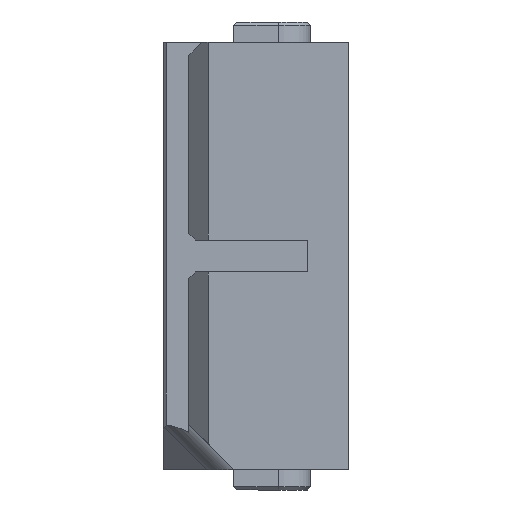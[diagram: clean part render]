
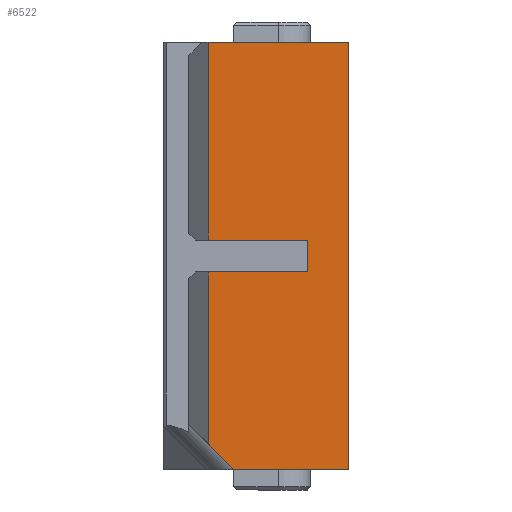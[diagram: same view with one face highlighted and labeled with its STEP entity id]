
A CAD part, left-side view. The second image highlights one B-rep face of the part: STEP entity #6522.
In plain terms, the highlighted planar face has unit normal (-1, 0, 0).
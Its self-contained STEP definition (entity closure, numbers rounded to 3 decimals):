
#62 = CARTESIAN_POINT ( 'NONE',  ( -72.5, 6.5, 2.5 ) ) ;
#182 = CARTESIAN_POINT ( 'NONE',  ( -72.5, 6.5, -2.5 ) ) ;
#201 = VERTEX_POINT ( 'NONE', #6855 ) ;
#274 = CARTESIAN_POINT ( 'NONE',  ( -72.5, 0., 36.6 ) ) ;
#975 = CARTESIAN_POINT ( 'NONE',  ( -72.5, 6.5, 2.5 ) ) ;
#994 = LINE ( 'NONE', #6767, #5440 ) ;
#1049 = EDGE_CURVE ( 'NONE', #1681, #4005, #8587, .T. ) ;
#1063 = ORIENTED_EDGE ( 'NONE', *, *, #2113, .T. ) ;
#1160 = EDGE_CURVE ( 'NONE', #7932, #5980, #10558, .T. ) ;
#1165 = VECTOR ( 'NONE', #9528, 1000. ) ;
#1280 = LINE ( 'NONE', #12948, #4367 ) ;
#1681 = VERTEX_POINT ( 'NONE', #62 ) ;
#2113 = EDGE_CURVE ( 'NONE', #201, #4005, #994, .T. ) ;
#2969 = LINE ( 'NONE', #3809, #16111 ) ;
#3010 = DIRECTION ( 'NONE',  ( 0., 0., -1. ) ) ;
#3809 = CARTESIAN_POINT ( 'NONE',  ( -72.5, 6.5, -2.5 ) ) ;
#3967 = ORIENTED_EDGE ( 'NONE', *, *, #1160, .T. ) ;
#4005 = VERTEX_POINT ( 'NONE', #6803 ) ;
#4103 = EDGE_CURVE ( 'NONE', #5980, #8079, #12142, .T. ) ;
#4367 = VECTOR ( 'NONE', #9290, 1000. ) ;
#4529 = VECTOR ( 'NONE', #13759, 1000. ) ;
#4910 = CARTESIAN_POINT ( 'NONE',  ( -72.5, 29., 33.4 ) ) ;
#5401 = ORIENTED_EDGE ( 'NONE', *, *, #4103, .T. ) ;
#5440 = VECTOR ( 'NONE', #6826, 1000. ) ;
#5708 = DIRECTION ( 'NONE',  ( 0., 1., 0. ) ) ;
#5959 = DIRECTION ( 'NONE',  ( 0., 0., -1. ) ) ;
#5980 = VERTEX_POINT ( 'NONE', #9768 ) ;
#6126 = LINE ( 'NONE', #6985, #7112 ) ;
#6522 = ADVANCED_FACE ( 'NONE', ( #14324 ), #7687, .F. ) ;
#6741 = DIRECTION ( 'NONE',  ( 0., 0., -1. ) ) ;
#6767 = CARTESIAN_POINT ( 'NONE',  ( -72.5, 22., 36.6 ) ) ;
#6803 = CARTESIAN_POINT ( 'NONE',  ( -72.5, 22., 2.5 ) ) ;
#6826 = DIRECTION ( 'NONE',  ( 0., 0., -1. ) ) ;
#6855 = CARTESIAN_POINT ( 'NONE',  ( -72.5, 22., 33.4 ) ) ;
#6985 = CARTESIAN_POINT ( 'NONE',  ( -72.5, 6.5, -2.5 ) ) ;
#7112 = VECTOR ( 'NONE', #5708, 1000. ) ;
#7402 = EDGE_CURVE ( 'NONE', #12471, #201, #14555, .T. ) ;
#7423 = VERTEX_POINT ( 'NONE', #182 ) ;
#7640 = EDGE_CURVE ( 'NONE', #7423, #1681, #2969, .T. ) ;
#7687 = PLANE ( 'NONE',  #14422 ) ;
#7932 = VERTEX_POINT ( 'NONE', #11755 ) ;
#8079 = VERTEX_POINT ( 'NONE', #14757 ) ;
#8297 = VECTOR ( 'NONE', #6741, 1000. ) ;
#8362 = ORIENTED_EDGE ( 'NONE', *, *, #9937, .F. ) ;
#8587 = LINE ( 'NONE', #975, #1165 ) ;
#8968 = EDGE_CURVE ( 'NONE', #12471, #12550, #11088, .T. ) ;
#9290 = DIRECTION ( 'NONE',  ( 0., 1., 0. ) ) ;
#9528 = DIRECTION ( 'NONE',  ( 0., 1., 0. ) ) ;
#9768 = CARTESIAN_POINT ( 'NONE',  ( -72.5, 22., -29.4 ) ) ;
#9919 = ORIENTED_EDGE ( 'NONE', *, *, #1049, .F. ) ;
#9937 = EDGE_CURVE ( 'NONE', #12550, #8079, #1280, .T. ) ;
#10400 = EDGE_CURVE ( 'NONE', #7423, #7932, #6126, .T. ) ;
#10558 = LINE ( 'NONE', #14654, #15075 ) ;
#11088 = LINE ( 'NONE', #15633, #8297 ) ;
#11755 = CARTESIAN_POINT ( 'NONE',  ( -72.5, 22., -2.5 ) ) ;
#12142 = LINE ( 'NONE', #16074, #14274 ) ;
#12297 = ORIENTED_EDGE ( 'NONE', *, *, #7402, .T. ) ;
#12471 = VERTEX_POINT ( 'NONE', #15371 ) ;
#12550 = VERTEX_POINT ( 'NONE', #15641 ) ;
#12731 = DIRECTION ( 'NONE',  ( 0., 0., 1. ) ) ;
#12948 = CARTESIAN_POINT ( 'NONE',  ( -72.5, 0., -33.4 ) ) ;
#13146 = DIRECTION ( 'NONE',  ( 1., 0., 0. ) ) ;
#13759 = DIRECTION ( 'NONE',  ( 0., 1., 0. ) ) ;
#14274 = VECTOR ( 'NONE', #16123, 1000. ) ;
#14324 = FACE_OUTER_BOUND ( 'NONE', #14365, .T. ) ;
#14365 = EDGE_LOOP ( 'NONE', ( #15769, #3967, #5401, #8362, #14505, #12297, #1063, #9919, #14474 ) ) ;
#14422 = AXIS2_PLACEMENT_3D ( 'NONE', #274, #13146, #3010 ) ;
#14474 = ORIENTED_EDGE ( 'NONE', *, *, #7640, .F. ) ;
#14505 = ORIENTED_EDGE ( 'NONE', *, *, #8968, .F. ) ;
#14555 = LINE ( 'NONE', #4910, #4529 ) ;
#14654 = CARTESIAN_POINT ( 'NONE',  ( -72.5, 22., 36.6 ) ) ;
#14757 = CARTESIAN_POINT ( 'NONE',  ( -72.5, 18., -33.4 ) ) ;
#15075 = VECTOR ( 'NONE', #5959, 1000. ) ;
#15371 = CARTESIAN_POINT ( 'NONE',  ( -72.5, 0., 33.4 ) ) ;
#15633 = CARTESIAN_POINT ( 'NONE',  ( -72.5, 0., 36.6 ) ) ;
#15641 = CARTESIAN_POINT ( 'NONE',  ( -72.5, 0., -33.4 ) ) ;
#15769 = ORIENTED_EDGE ( 'NONE', *, *, #10400, .T. ) ;
#16074 = CARTESIAN_POINT ( 'NONE',  ( -72.5, 18., -33.4 ) ) ;
#16111 = VECTOR ( 'NONE', #12731, 1000. ) ;
#16123 = DIRECTION ( 'NONE',  ( 0., -0.707, -0.707 ) ) ;
